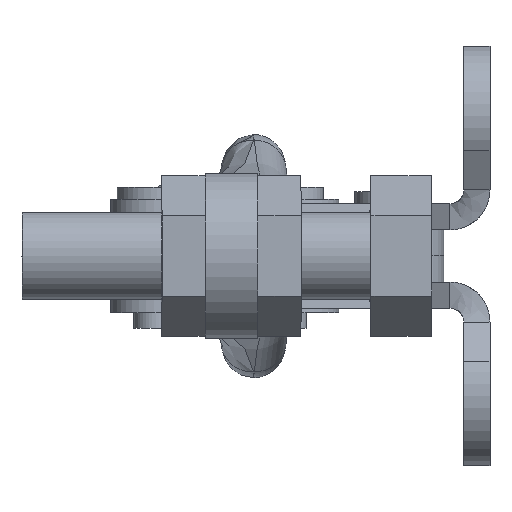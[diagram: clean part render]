
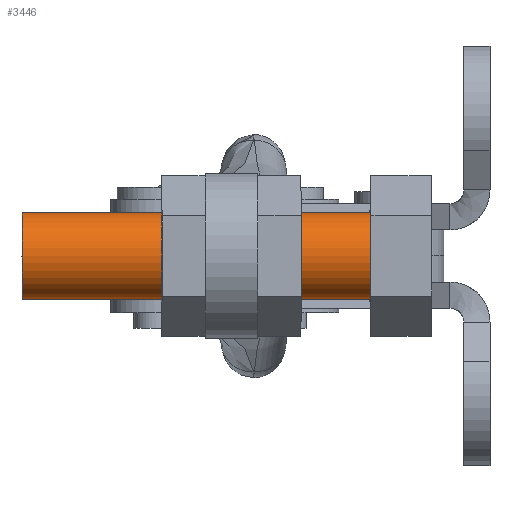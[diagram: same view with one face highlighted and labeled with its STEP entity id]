
A CAD part, left-side view. The second image highlights one B-rep face of the part: STEP entity #3446.
In plain terms, the highlighted cylindrical face has radius 2.5 mm (diameter 5 mm), a full revolution.
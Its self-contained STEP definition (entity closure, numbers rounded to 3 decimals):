
#272=CIRCLE('',#3736,2.5);
#273=CIRCLE('',#3738,2.5);
#393=CYLINDRICAL_SURFACE('',#3737,2.5);
#604=VERTEX_POINT('',#6768);
#605=VERTEX_POINT('',#6771);
#1534=EDGE_CURVE('',#604,#604,#272,.T.);
#1535=EDGE_CURVE('',#605,#605,#273,.T.);
#2291=ORIENTED_EDGE('',*,*,#1535,.F.);
#2292=ORIENTED_EDGE('',*,*,#1534,.T.);
#2896=EDGE_LOOP('',(#2291));
#2897=EDGE_LOOP('',(#2292));
#3187=FACE_BOUND('',#2896,.T.);
#3188=FACE_BOUND('',#2897,.T.);
#3446=ADVANCED_FACE('',(#3187,#3188),#393,.T.);
#3736=AXIS2_PLACEMENT_3D('',#6767,#4356,#4357);
#3737=AXIS2_PLACEMENT_3D('',#6769,#4358,#4359);
#3738=AXIS2_PLACEMENT_3D('',#6770,#4360,#4361);
#4356=DIRECTION('',(-0.007,1.,0.));
#4357=DIRECTION('',(-0.006,0.,-2.5));
#4358=DIRECTION('',(-0.007,1.,0.));
#4359=DIRECTION('',(-0.006,0.,-2.5));
#4360=DIRECTION('',(-0.007,1.,0.));
#4361=DIRECTION('',(-0.006,0.,-2.5));
#6767=CARTESIAN_POINT('',(313.392,202.209,-6.77));
#6768=CARTESIAN_POINT('',(313.385,202.209,-9.27));
#6769=CARTESIAN_POINT('',(313.319,212.208,-6.77));
#6770=CARTESIAN_POINT('',(313.246,222.208,-6.77));
#6771=CARTESIAN_POINT('',(313.24,222.208,-9.27));
